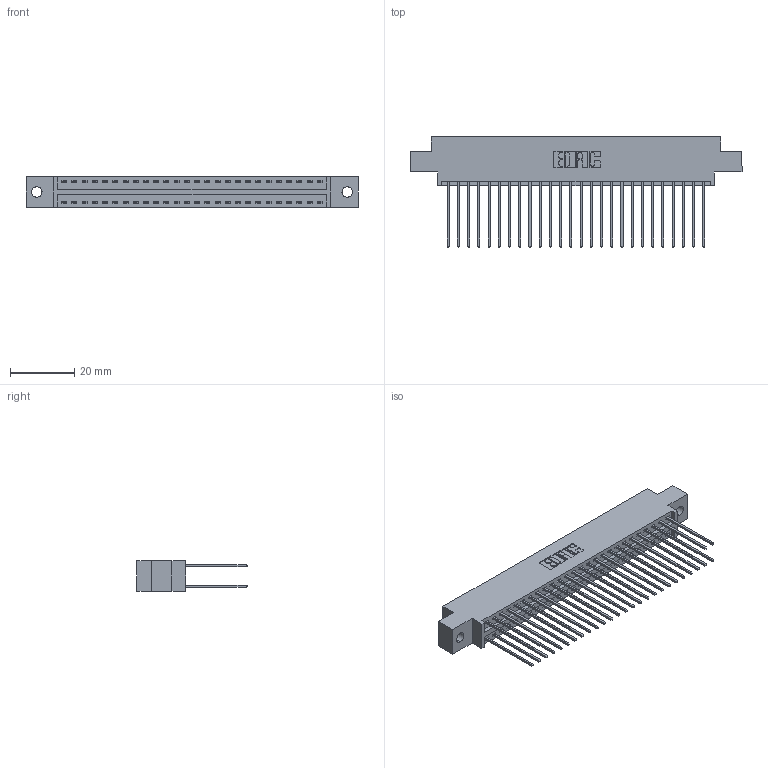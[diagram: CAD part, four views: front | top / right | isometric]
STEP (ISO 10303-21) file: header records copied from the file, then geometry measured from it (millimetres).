
FILE_DESCRIPTION (( 'STEP AP203' ), '1' );
FILE_NAME ('396-052-541-802.STEP', '2019-11-02T07:41:30', ( '' ), ( '' ), 'SwSTEP 2.0', 'SolidWorks 2016', '' );
FILE_SCHEMA (( 'CONFIG_CONTROL_DESIGN' ));
Length unit declared in the file: inch
Products named in the file (3): 346 Part_0.170 Offset - 0.128 Dia; 345-292-001_345-293-141; 396-052-541-802
Assembly tree (53 placements, depth 2):
  396-052-541-802
    346 Part_0.170 Offset - 0.128 Dia
    345-292-001_345-293-141  x52
Bounding box: 103.12 x 34.29 x 9.4 mm (x, y, z)
Volume: 10038.6 mm3; surface area: 14888.4 mm2
Topology: 53 solids, 53 shells, 2830 faces, 8401 edges, 5530 vertices
Faces by surface type: plane 1900, cylinder 930
Entity records: 19275 total; most frequent: CARTESIAN_POINT 3200, ORIENTED_EDGE 3134, DIRECTION 2871, EDGE_CURVE 1567, LINE 1331, VECTOR 1331, VERTEX_POINT 1042, AXIS2_PLACEMENT_3D 770
